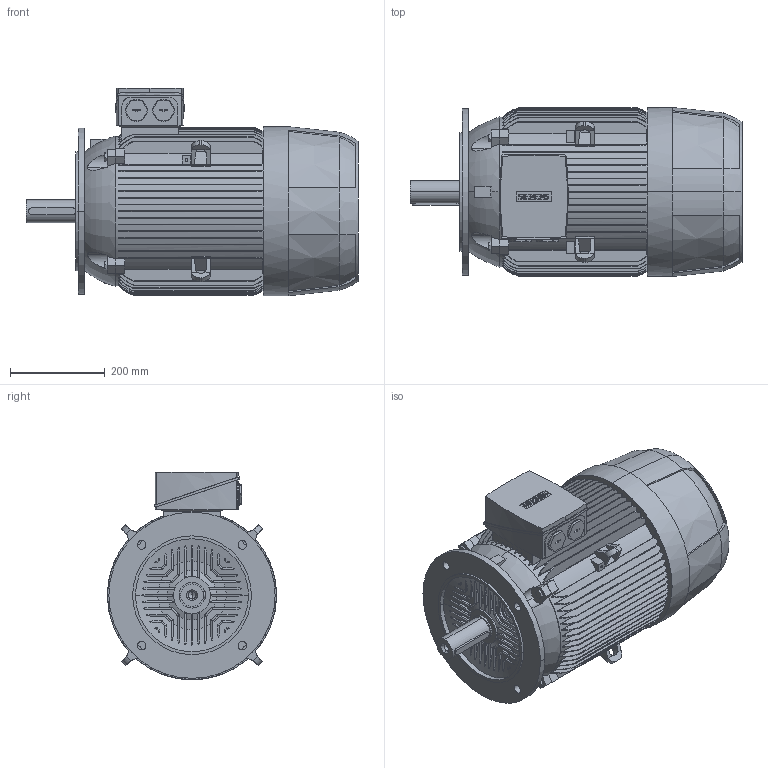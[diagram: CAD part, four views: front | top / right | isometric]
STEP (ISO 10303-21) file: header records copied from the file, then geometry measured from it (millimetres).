
FILE_DESCRIPTION(('STEP AP214'),'1');
FILE_NAME('cctmp_E796016B-AC05-4C53-949B-2E1D0EDD15E2_2023_06_27_10_31_58_0019..stp','2023-06-27T08:31:59',('SIEMENS A&D'),('CADClick - www.CADClick.com'),'Spatial InterOp 3D',' ','unknown authorization');
FILE_SCHEMA(('AUTOMOTIVE_DESIGN'));
Length unit declared in the file: millimetre
Products named in the file (1): 2023_06_27_10_31_57_0987
Bounding box: 699 x 356 x 437 mm (x, y, z)
Volume: 50449471.5 mm3; surface area: 1714870.1 mm2
Topology: 1 solids, 1 shells, 1222 faces, 3480 edges, 2285 vertices
Faces by surface type: plane 755, cylinder 309, torus 138, cone 20
Entity records: 59650 total; most frequent: CARTESIAN_POINT 18681, ORIENTED_EDGE 6940, DIRECTION 6179, EDGE_CURVE 3470, VERTEX_POINT 2285, AXIS2_PLACEMENT_3D 2220, LINE 1739, VECTOR 1739
